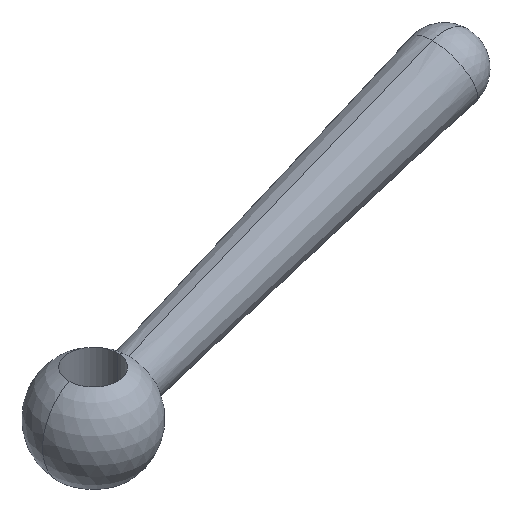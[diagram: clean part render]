
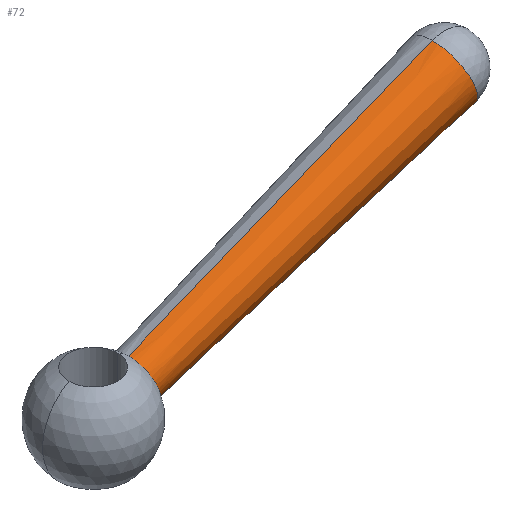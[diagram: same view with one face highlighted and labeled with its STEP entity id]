
A CAD part, isometric view. The second image highlights one B-rep face of the part: STEP entity #72.
In plain terms, the highlighted conical face has half-angle 1.775 degrees and reference radius 13.496 mm.
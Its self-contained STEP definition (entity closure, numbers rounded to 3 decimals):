
#64=VERTEX_POINT('',#160);
#72=ADVANCED_FACE('',(#171),#172,.T.);
#80=EDGE_CURVE('',#64,#126,#183,.T.);
#90=VERTEX_POINT('',#193);
#94=EDGE_CURVE('',#90,#132,#197,.T.);
#102=EDGE_CURVE('',#132,#64,#205,.T.);
#106=EDGE_CURVE('',#126,#90,#209,.T.);
#126=VERTEX_POINT('',#230);
#132=VERTEX_POINT('',#237);
#160=CARTESIAN_POINT('',(24.858,0.,15.342));
#171=FACE_OUTER_BOUND('',#268,.T.);
#172=CONICAL_SURFACE('',#269,13.496,0.031);
#183=CIRCLE('',#281,11.0);
#193=CARTESIAN_POINT('',(166.968,0.,95.79));
#197=CIRCLE('',#302,15.992);
#205=LINE('',#312,#313);
#209=LINE('',#319,#320);
#230=CARTESIAN_POINT('',(17.334,0.,36.015));
#237=CARTESIAN_POINT('',(177.907,0.,65.734));
#268=EDGE_LOOP('',(#388,#389,#390,#391));
#269=AXIS2_PLACEMENT_3D('',#392,#393,#394);
#281=AXIS2_PLACEMENT_3D('',#420,#421,#422);
#302=AXIS2_PLACEMENT_3D('',#431,#432,#433);
#312=CARTESIAN_POINT('',(101.383,0.,40.538));
#313=VECTOR('',#437,1.0);
#319=CARTESIAN_POINT('',(92.151,0.,65.902));
#320=VECTOR('',#441,1.0);
#388=ORIENTED_EDGE('',*,*,#106,.F.);
#389=ORIENTED_EDGE('',*,*,#80,.F.);
#390=ORIENTED_EDGE('',*,*,#102,.F.);
#391=ORIENTED_EDGE('',*,*,#94,.F.);
#392=CARTESIAN_POINT('',(96.767,0.,53.22));
#393=DIRECTION('',(0.94,0.,0.342));
#394=DIRECTION('',(-0.342,0.,0.94));
#420=CARTESIAN_POINT('',(21.096,0.,25.678));
#421=DIRECTION('',(-0.94,0.,-0.342));
#422=DIRECTION('',(0.342,0.0,-0.94));
#431=CARTESIAN_POINT('',(172.438,0.,80.762));
#432=DIRECTION('',(0.94,0.,0.342));
#433=DIRECTION('',(-0.342,0.,0.94));
#437=DIRECTION('',(-0.95,0.,-0.313));
#441=DIRECTION('',(0.929,0.,0.371));
